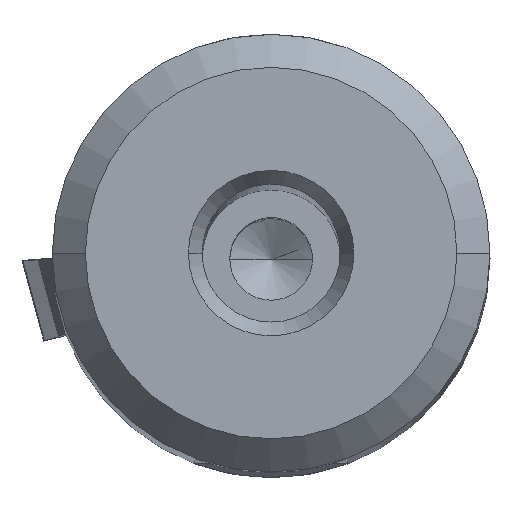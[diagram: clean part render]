
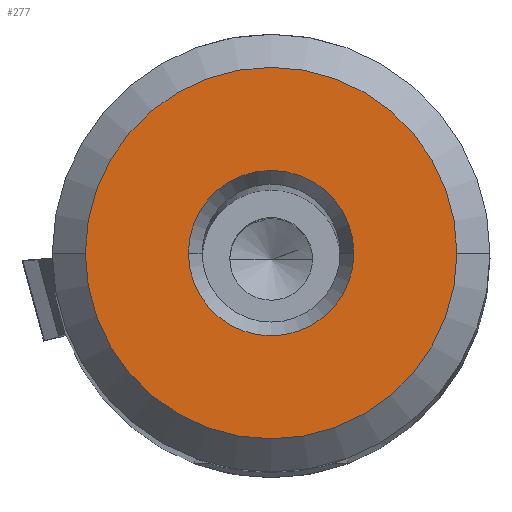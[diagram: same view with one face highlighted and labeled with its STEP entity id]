
A CAD part, top view. The second image highlights one B-rep face of the part: STEP entity #277.
In plain terms, the highlighted planar face has unit normal (0, 0, 1).
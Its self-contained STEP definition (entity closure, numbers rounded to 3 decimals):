
#277=ADVANCED_FACE('',(#496,#497),#366,.T.);
#366=PLANE('',#2475);
#412=CIRCLE('',#2469,3.);
#413=CIRCLE('',#2471,3.);
#414=CIRCLE('',#2473,6.738);
#415=CIRCLE('',#2474,6.738);
#496=FACE_BOUND('',#561,.T.);
#497=FACE_BOUND('',#562,.T.);
#561=EDGE_LOOP('',(#905,#906));
#562=EDGE_LOOP('',(#907,#908));
#905=ORIENTED_EDGE('',*,*,#1621,.F.);
#906=ORIENTED_EDGE('',*,*,#1622,.F.);
#907=ORIENTED_EDGE('',*,*,#1620,.F.);
#908=ORIENTED_EDGE('',*,*,#1618,.F.);
#1360=VERTEX_POINT('',#3760);
#1361=VERTEX_POINT('',#3762);
#1362=VERTEX_POINT('',#3768);
#1363=VERTEX_POINT('',#3769);
#1618=EDGE_CURVE('',#1360,#1361,#412,.T.);
#1620=EDGE_CURVE('',#1361,#1360,#413,.T.);
#1621=EDGE_CURVE('',#1362,#1363,#414,.T.);
#1622=EDGE_CURVE('',#1363,#1362,#415,.T.);
#2469=AXIS2_PLACEMENT_3D('',#3761,#2922,#2923);
#2471=AXIS2_PLACEMENT_3D('',#3765,#2927,#2928);
#2473=AXIS2_PLACEMENT_3D('',#3767,#2931,#2932);
#2474=AXIS2_PLACEMENT_3D('',#3770,#2933,#2934);
#2475=AXIS2_PLACEMENT_3D('',#3771,#2935,#2936);
#2922=DIRECTION('',(0.,0.,1.));
#2923=DIRECTION('',(1.,0.,0.));
#2927=DIRECTION('',(0.,0.,1.));
#2928=DIRECTION('',(-1.,0.,0.));
#2931=DIRECTION('',(0.,0.,-1.));
#2932=DIRECTION('',(-1.,0.,0.));
#2933=DIRECTION('',(0.,0.,-1.));
#2934=DIRECTION('',(1.,0.,0.));
#2935=DIRECTION('',(0.,0.,1.));
#2936=DIRECTION('',(-1.,0.,0.));
#3760=CARTESIAN_POINT('',(3.,0.,0.));
#3761=CARTESIAN_POINT('',(0.,0.,0.));
#3762=CARTESIAN_POINT('',(-3.,0.,0.));
#3765=CARTESIAN_POINT('',(0.,0.,0.));
#3767=CARTESIAN_POINT('',(0.,0.,0.));
#3768=CARTESIAN_POINT('',(-6.738,0.,0.));
#3769=CARTESIAN_POINT('',(6.738,0.,0.));
#3770=CARTESIAN_POINT('',(0.,0.,0.));
#3771=CARTESIAN_POINT('',(0.,0.,0.));
